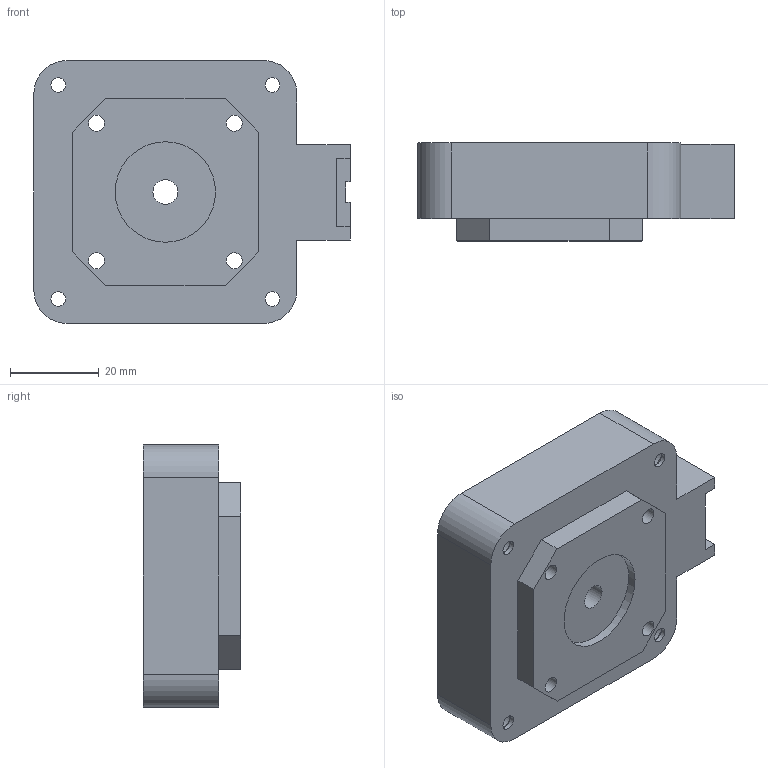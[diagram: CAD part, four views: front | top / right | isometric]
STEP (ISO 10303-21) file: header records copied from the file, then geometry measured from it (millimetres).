
FILE_DESCRIPTION(/* description */ (''),/* implementation_level */ '2;1');
FILE_NAME(/* name */ 'Tornamesa Escaner - Conector Rodamiento y Hall_.step',/* time_stamp */ '2026-01-28T14:48:02-03:00',/* author */ (''),/* organization */ (''),/* preprocessor_version */ 'ST-DEVELOPER v20.1',/* originating_system */ 'Autodesk Translation Framework v14.24.0.0',/* authorisation */ '');
FILE_SCHEMA (('AUTOMOTIVE_DESIGN { 1 0 10303 214 3 1 1 }'));
Length unit declared in the file: millimetre
Products named in the file (2): 2026-01-16-09-01-46-787; Componente31
Assembly tree (1 placements, depth 2):
  2026-01-16-09-01-46-787
    Componente31
Bounding box: 71.2 x 22 x 59.2 mm (x, y, z)
Volume: 36873 mm3; surface area: 16587.7 mm2
Topology: 1 solids, 1 shells, 76 faces, 169 edges, 110 vertices
Faces by surface type: plane 41, cylinder 27, cone 8
Full cylindrical faces by diameter (mm): 2 x2, 3.3 x4, 3.6 x4, 3.7 x2, 5.6 x1, 6 x8, 22.6 x1, 52.6 x1
Entity records: 2207 total; most frequent: DIRECTION 389, CARTESIAN_POINT 358, ORIENTED_EDGE 338, EDGE_CURVE 169, AXIS2_PLACEMENT_3D 141, VERTEX_POINT 110, EDGE_LOOP 109, LINE 107
